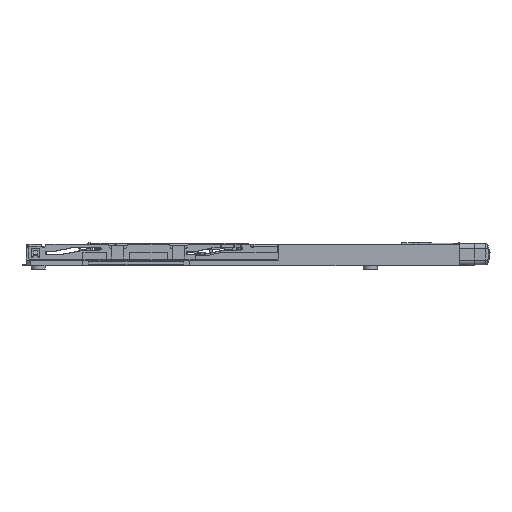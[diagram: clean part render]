
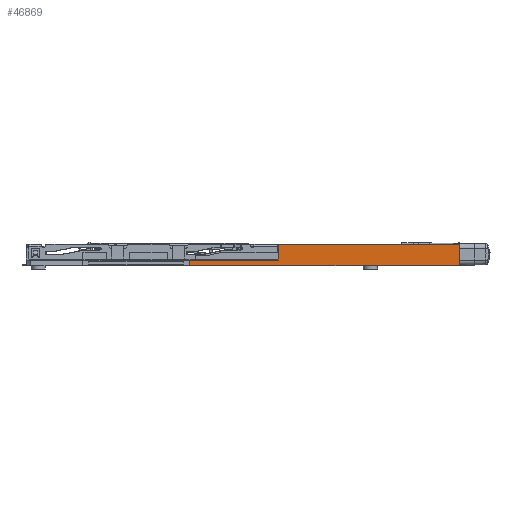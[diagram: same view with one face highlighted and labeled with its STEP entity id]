
A CAD part, left-side view. The second image highlights one B-rep face of the part: STEP entity #46869.
In plain terms, the highlighted planar face has unit normal (-1, 0, 0).
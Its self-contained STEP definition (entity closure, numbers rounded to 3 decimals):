
#1381 = FACE_OUTER_BOUND ( 'NONE', #18592, .T. ) ;
#7284 = CARTESIAN_POINT ( 'NONE',  ( 0., 57., 1.95 ) ) ;
#7290 = EDGE_CURVE ( 'NONE', #52176, #94051, #83727, .T. ) ;
#7500 = LINE ( 'NONE', #81200, #28552 ) ;
#8369 = DIRECTION ( 'NONE',  ( 0., 0., 1. ) ) ;
#9561 = VECTOR ( 'NONE', #32014, 1000. ) ;
#9690 = VECTOR ( 'NONE', #39284, 1000. ) ;
#10163 = PLANE ( 'NONE',  #106074 ) ;
#11938 = VECTOR ( 'NONE', #107249, 1000. ) ;
#12940 = LINE ( 'NONE', #14011, #75458 ) ;
#13194 = CARTESIAN_POINT ( 'NONE',  ( 0., 38.2, 1.2 ) ) ;
#13960 = ORIENTED_EDGE ( 'NONE', *, *, #35359, .F. ) ;
#14011 = CARTESIAN_POINT ( 'NONE',  ( 0., 0., 0. ) ) ;
#17136 = CARTESIAN_POINT ( 'NONE',  ( 0., 41.1, 1.95 ) ) ;
#18592 = EDGE_LOOP ( 'NONE', ( #70000, #37902, #58888, #98733, #104556, #89411, #13960, #21745 ) ) ;
#19546 = VERTEX_POINT ( 'NONE', #104321 ) ;
#21745 = ORIENTED_EDGE ( 'NONE', *, *, #84557, .T. ) ;
#24292 = LINE ( 'NONE', #34165, #11938 ) ;
#26036 = CARTESIAN_POINT ( 'NONE',  ( 0., 0., 1.95 ) ) ;
#28552 = VECTOR ( 'NONE', #65772, 1000. ) ;
#30124 = CARTESIAN_POINT ( 'NONE',  ( 0., 57., 0.1 ) ) ;
#31718 = CARTESIAN_POINT ( 'NONE',  ( 0., 41.1, 0.1 ) ) ;
#32014 = DIRECTION ( 'NONE',  ( 0., 0., 1. ) ) ;
#34165 = CARTESIAN_POINT ( 'NONE',  ( 0., 91.4, 4.5 ) ) ;
#34919 = DIRECTION ( 'NONE',  ( 1., 0., 0. ) ) ;
#35359 = EDGE_CURVE ( 'NONE', #56302, #41516, #49083, .T. ) ;
#37902 = ORIENTED_EDGE ( 'NONE', *, *, #59128, .T. ) ;
#38728 = CARTESIAN_POINT ( 'NONE',  ( 0., 38.2, 1.95 ) ) ;
#39284 = DIRECTION ( 'NONE',  ( 0., 0., 1. ) ) ;
#39728 = LINE ( 'NONE', #17136, #9561 ) ;
#41516 = VERTEX_POINT ( 'NONE', #71796 ) ;
#46869 = ADVANCED_FACE ( 'NONE', ( #1381 ), #10163, .F. ) ;
#49083 = LINE ( 'NONE', #7284, #56461 ) ;
#52077 = VECTOR ( 'NONE', #75500, 1000. ) ;
#52176 = VERTEX_POINT ( 'NONE', #88213 ) ;
#55248 = DIRECTION ( 'NONE',  ( 0., -1., 0. ) ) ;
#56302 = VERTEX_POINT ( 'NONE', #30124 ) ;
#56461 = VECTOR ( 'NONE', #8369, 1000. ) ;
#58888 = ORIENTED_EDGE ( 'NONE', *, *, #7290, .T. ) ;
#59128 = EDGE_CURVE ( 'NONE', #19546, #52176, #12940, .T. ) ;
#61170 = CARTESIAN_POINT ( 'NONE',  ( 0., 51.7, 0.1 ) ) ;
#61711 = DIRECTION ( 'NONE',  ( 0., -1., 0. ) ) ;
#65182 = EDGE_CURVE ( 'NONE', #41516, #71808, #7500, .T. ) ;
#65772 = DIRECTION ( 'NONE',  ( 0., -1., 0. ) ) ;
#69688 = VERTEX_POINT ( 'NONE', #81251 ) ;
#70000 = ORIENTED_EDGE ( 'NONE', *, *, #98331, .F. ) ;
#71796 = CARTESIAN_POINT ( 'NONE',  ( 0., 57., 1.2 ) ) ;
#71808 = VERTEX_POINT ( 'NONE', #13194 ) ;
#75458 = VECTOR ( 'NONE', #55248, 1000. ) ;
#75500 = DIRECTION ( 'NONE',  ( 0., 0., 1. ) ) ;
#78498 = VECTOR ( 'NONE', #61711, 1000. ) ;
#81200 = CARTESIAN_POINT ( 'NONE',  ( 0., 91.4, 1.2 ) ) ;
#81251 = CARTESIAN_POINT ( 'NONE',  ( 0., 38.2, 4.5 ) ) ;
#83727 = LINE ( 'NONE', #26036, #52077 ) ;
#84557 = EDGE_CURVE ( 'NONE', #56302, #103368, #84830, .T. ) ;
#84830 = LINE ( 'NONE', #61170, #78498 ) ;
#86015 = EDGE_CURVE ( 'NONE', #69688, #94051, #24292, .T. ) ;
#88213 = CARTESIAN_POINT ( 'NONE',  ( 0., 0., 0. ) ) ;
#89411 = ORIENTED_EDGE ( 'NONE', *, *, #65182, .F. ) ;
#94051 = VERTEX_POINT ( 'NONE', #95464 ) ;
#95464 = CARTESIAN_POINT ( 'NONE',  ( 0., 0., 4.5 ) ) ;
#95892 = DIRECTION ( 'NONE',  ( 0., 1., 0. ) ) ;
#98331 = EDGE_CURVE ( 'NONE', #19546, #103368, #39728, .T. ) ;
#98733 = ORIENTED_EDGE ( 'NONE', *, *, #86015, .F. ) ;
#103368 = VERTEX_POINT ( 'NONE', #31718 ) ;
#104104 = CARTESIAN_POINT ( 'NONE',  ( 0., 91.4, 1.95 ) ) ;
#104321 = CARTESIAN_POINT ( 'NONE',  ( 0., 41.1, 0. ) ) ;
#104556 = ORIENTED_EDGE ( 'NONE', *, *, #107074, .F. ) ;
#106074 = AXIS2_PLACEMENT_3D ( 'NONE', #104104, #34919, #95892 ) ;
#107074 = EDGE_CURVE ( 'NONE', #71808, #69688, #107904, .T. ) ;
#107249 = DIRECTION ( 'NONE',  ( 0., -1., 0. ) ) ;
#107904 = LINE ( 'NONE', #38728, #9690 ) ;
